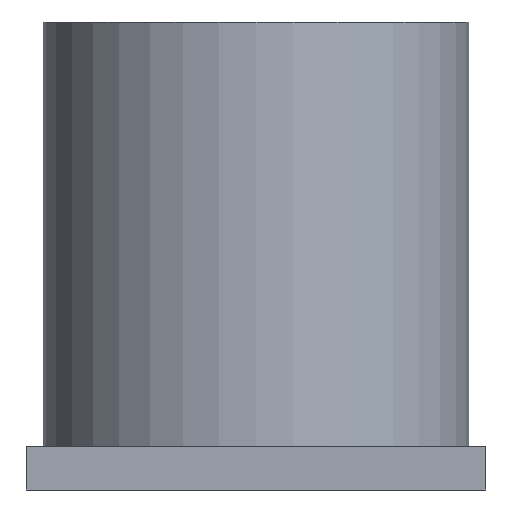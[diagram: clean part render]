
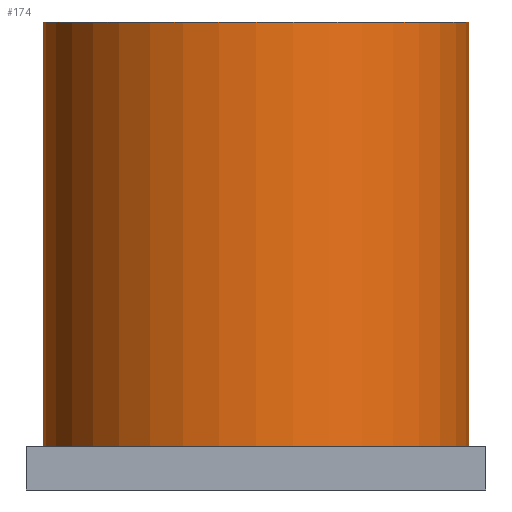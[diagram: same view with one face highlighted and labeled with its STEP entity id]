
A CAD part, front view. The second image highlights one B-rep face of the part: STEP entity #174.
In plain terms, the highlighted cylindrical face has radius 4.869 mm (diameter 9.738 mm), a full revolution.
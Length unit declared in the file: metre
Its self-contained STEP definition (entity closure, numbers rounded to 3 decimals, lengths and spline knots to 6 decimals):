
#20=CYLINDRICAL_SURFACE('',#198,0.004869);
#21=CIRCLE('',#194,0.004869);
#22=CIRCLE('',#199,0.004869);
#60=ORIENTED_EDGE('',*,*,#82,.F.);
#61=ORIENTED_EDGE('',*,*,#77,.T.);
#77=EDGE_CURVE('',#95,#95,#21,.T.);
#82=EDGE_CURVE('',#96,#96,#22,.T.);
#95=VERTEX_POINT('',#278);
#96=VERTEX_POINT('',#288);
#142=EDGE_LOOP('',(#60));
#143=EDGE_LOOP('',(#61));
#154=FACE_BOUND('',#142,.T.);
#155=FACE_BOUND('',#143,.T.);
#174=ADVANCED_FACE('',(#154,#155),#20,.T.);
#194=AXIS2_PLACEMENT_3D('',#277,#227,#228);
#198=AXIS2_PLACEMENT_3D('',#286,#239,#240);
#199=AXIS2_PLACEMENT_3D('',#287,#241,#242);
#227=DIRECTION('',(0.,0.,1.));
#228=DIRECTION('',(1.,0.,0.));
#239=DIRECTION('',(0.,0.,-1.));
#240=DIRECTION('',(-1.,0.,0.));
#241=DIRECTION('',(0.,0.,1.));
#242=DIRECTION('',(1.,0.,0.));
#277=CARTESIAN_POINT('',(0.00525,0.00525,0.001));
#278=CARTESIAN_POINT('',(0.010119,0.00525,0.001));
#286=CARTESIAN_POINT('',(0.00525,0.00525,0.0107));
#287=CARTESIAN_POINT('',(0.00525,0.00525,0.0107));
#288=CARTESIAN_POINT('',(0.010119,0.00525,0.0107));
